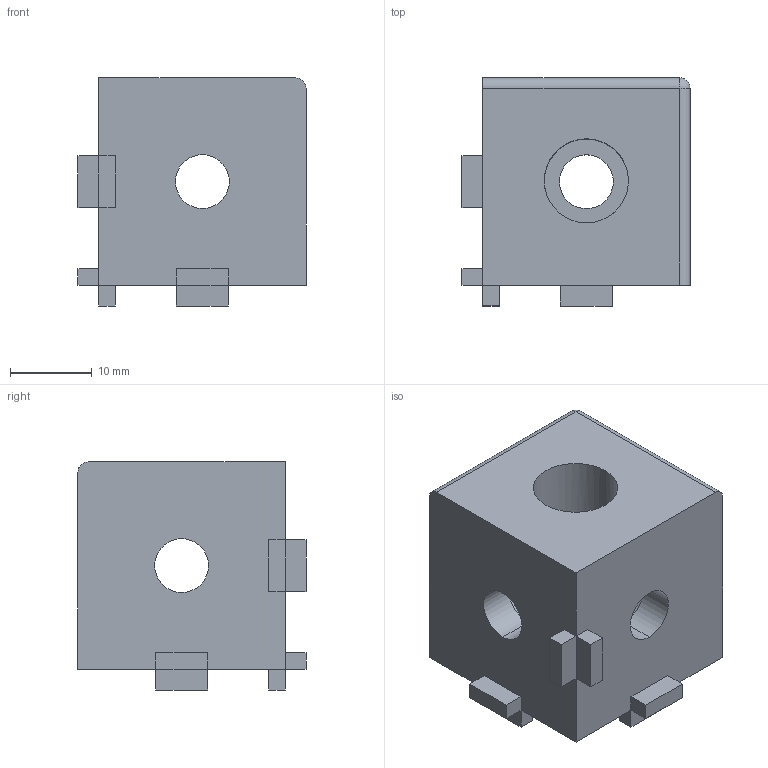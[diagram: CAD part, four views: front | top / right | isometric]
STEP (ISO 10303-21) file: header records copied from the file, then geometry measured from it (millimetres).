
FILE_DESCRIPTION (( 'STEP AP203' ), '1' );
FILE_NAME ('653035.SLDPRT.step', '2003-10-13T11:21:13', ( 'Jerry Winters' ), ( 'GoEngineer' ), 'SwSTEP 2.0', 'SolidWorks 2003174', '' );
FILE_SCHEMA (( 'CONFIG_CONTROL_DESIGN' ));
Length unit declared in the file: inch
Products named in the file (1): 653035.SLDPRT
Bounding box: 27.94 x 27.94 x 27.94 mm (x, y, z)
Volume: 12382.3 mm3; surface area: 5293.5 mm2
Topology: 1 solids, 1 shells, 61 faces, 160 edges, 99 vertices
Faces by surface type: plane 39, cylinder 21, sphere 1
Entity records: 2014 total; most frequent: CARTESIAN_POINT 460, ORIENTED_EDGE 318, DIRECTION 289, EDGE_CURVE 159, LINE 105, VECTOR 105, VERTEX_POINT 99, AXIS2_PLACEMENT_3D 92
